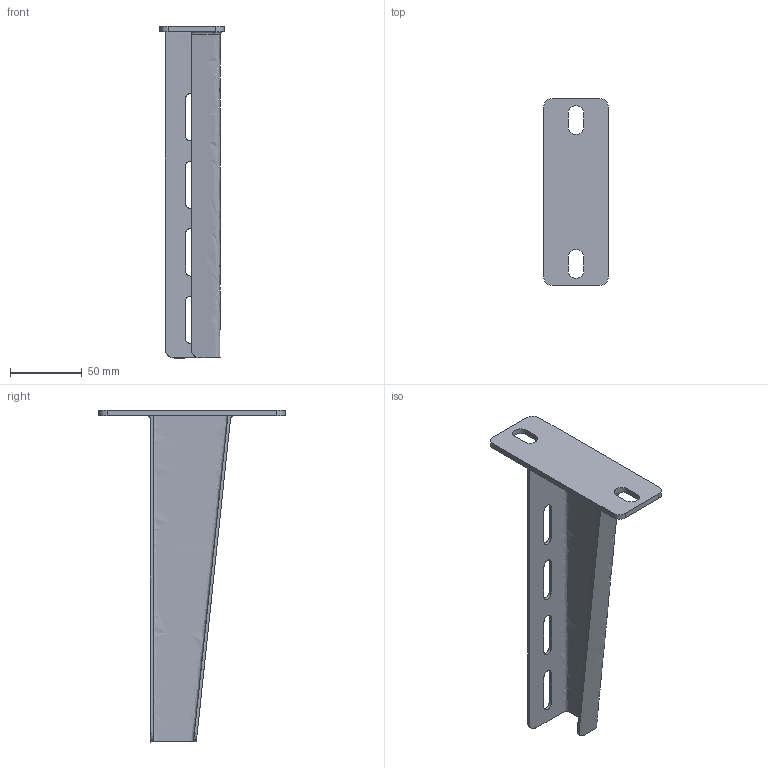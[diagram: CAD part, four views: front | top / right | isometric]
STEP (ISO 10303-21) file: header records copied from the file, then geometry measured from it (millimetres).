
FILE_DESCRIPTION (( 'STEP AP203' ), '1' );
FILE_NAME ('CLW10-NKU-200-020-4-HDZ Êîíñîëü óñèëåííàÿ NKU 200 HDZ.STEP', '2016-04-13T12:03:16', ( '' ), ( '' ), 'SwSTEP 2.0', 'SolidWorks 2014', '' );
FILE_SCHEMA (( 'CONFIG_CONTROL_DESIGN' ));
Length unit declared in the file: millimetre
Products named in the file (1): CLW10-NKU-200-020-4-HDZ Êîíñîëü óñèëåííàÿ NKU 200 HDZ
Bounding box: 45 x 130 x 231 mm (x, y, z)
Volume: 59790.6 mm3; surface area: 55557.9 mm2
Topology: 1 solids, 1 shells, 46 faces, 142 edges, 99 vertices
Faces by surface type: plane 21, cylinder 18, bspline 7
Entity records: 2632 total; most frequent: CARTESIAN_POINT 1315, ORIENTED_EDGE 284, DIRECTION 219, EDGE_CURVE 142, VERTEX_POINT 99, AXIS2_PLACEMENT_3D 74, LINE 71, VECTOR 71
